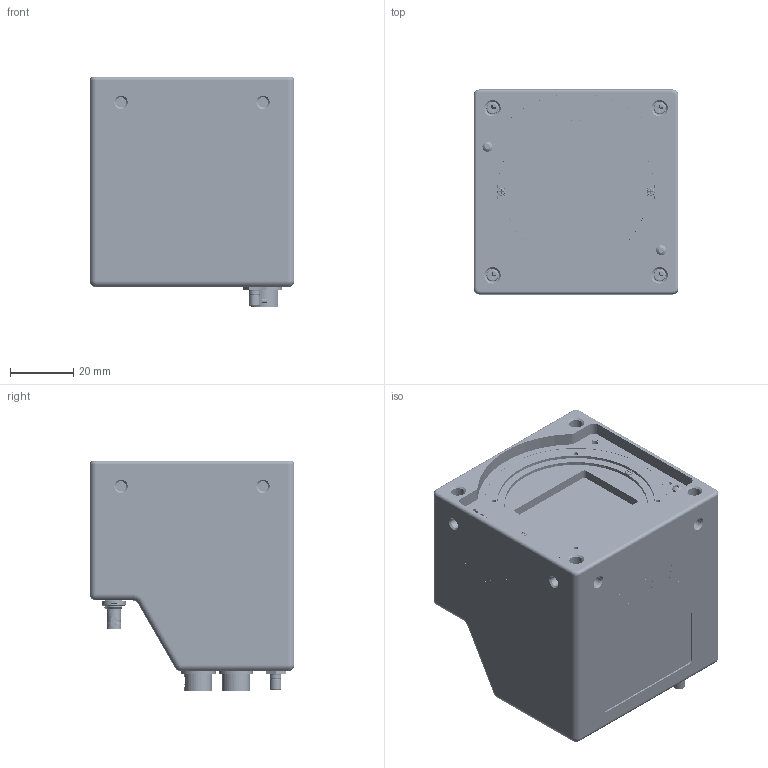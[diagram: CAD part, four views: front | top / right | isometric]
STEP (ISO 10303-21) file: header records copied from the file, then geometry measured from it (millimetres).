
FILE_DESCRIPTION(/* description */ (''),/* implementation_level */ '2;1');
FILE_NAME(/* name */ '1200-MG-46_CyclonePlus-65.stp',/* time_stamp */ '2025-11-03T14:27:49+01:00',/* author */ ('aba'),/* organization */ (''),/* preprocessor_version */ 'ST-DEVELOPER v20.1',/* originating_system */ 'Autodesk Inventor 2026',/* authorisation */ '');
FILE_SCHEMA (('AUTOMOTIVE_DESIGN { 1 0 10303 214 3 1 1 }'));
Products named in the file (1): 1200-MG-46_CycloneX_Long
Bounding box: 65 x 65 x 72.9 mm (x, y, z)
Volume: 77699.2 mm3; surface area: 67302.6 mm2
Topology: 7 solids, 127 shells, 4272 faces, 10403 edges, 6961 vertices
Faces by surface type: plane 2030, cylinder 1517, torus 289, bspline 276, cone 154, sphere 6
Full cylindrical faces by diameter (mm): 0.01 x1, 0.1 x1, 0.3 x239, 0.45 x4, 0.46 x4, 0.5 x10, 0.51 x4, 0.61 x8, 0.8 x18, 0.97 x239, 1.1 x10, 1.221 x1, 1.25 x4, 1.4 x8, 1.5 x2, 1.567 x8, 1.6 x3, 1.68 x4, 1.7 x2, 2 x6, 2.013 x4, 2.2 x4, 2.5 x8, 2.7 x12, 2.8 x4, 3 x8, 3.05 x4, 3.2 x2, 3.242 x8, 3.59 x4
Entity records: 180182 total; most frequent: CARTESIAN_POINT 74253, DIRECTION 21049, ORIENTED_EDGE 20307, EDGE_CURVE 10388, AXIS2_PLACEMENT_3D 7862, VERTEX_POINT 6964, LINE 5325, VECTOR 5325
